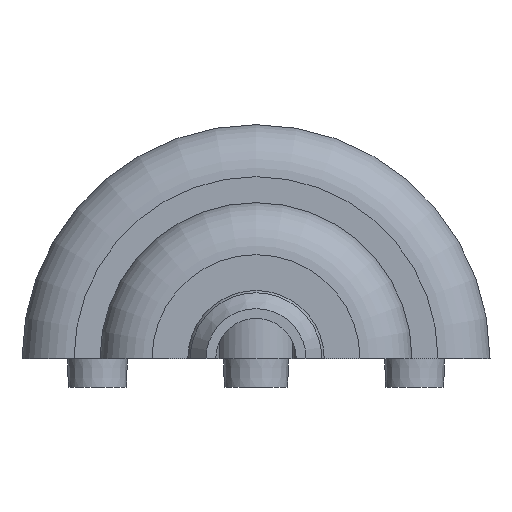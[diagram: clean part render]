
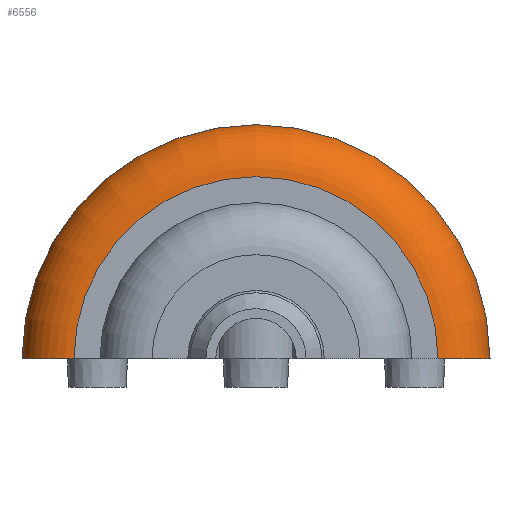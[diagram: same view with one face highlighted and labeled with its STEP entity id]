
A CAD part, front view. The second image highlights one B-rep face of the part: STEP entity #6556.
In plain terms, the highlighted toroidal (fillet/blend) face has major radius 17.78 mm and minor radius 5.08 mm.
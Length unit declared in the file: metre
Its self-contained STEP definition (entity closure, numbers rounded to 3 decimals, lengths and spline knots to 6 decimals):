
#1293=TOROIDAL_SURFACE('',#7136,0.01778,0.00508);
#2128=ORIENTED_EDGE('',*,*,#3655,.T.);
#2129=ORIENTED_EDGE('',*,*,#4035,.T.);
#2130=ORIENTED_EDGE('',*,*,#3621,.T.);
#2131=ORIENTED_EDGE('',*,*,#4045,.T.);
#3621=EDGE_CURVE('',#4629,#4628,#5192,.F.);
#3655=EDGE_CURVE('',#4663,#4662,#5200,.T.);
#4035=EDGE_CURVE('',#4662,#4629,#5295,.F.);
#4045=EDGE_CURVE('',#4628,#4663,#5305,.T.);
#4628=VERTEX_POINT('',#9894);
#4629=VERTEX_POINT('',#9896);
#4662=VERTEX_POINT('',#9963);
#4663=VERTEX_POINT('',#9965);
#5192=CIRCLE('',#6953,0.00508);
#5200=CIRCLE('',#6963,0.00508);
#5295=CIRCLE('',#7101,0.02286);
#5305=CIRCLE('',#7118,0.01778);
#5613=EDGE_LOOP('',(#2128,#2129,#2130,#2131));
#6063=FACE_BOUND('',#5613,.T.);
#6556=ADVANCED_FACE('',(#6063),#1293,.T.);
#6953=AXIS2_PLACEMENT_3D('',#9895,#7748,#7749);
#6963=AXIS2_PLACEMENT_3D('',#9964,#7793,#7794);
#7101=AXIS2_PLACEMENT_3D('',#11055,#8278,#8279);
#7118=AXIS2_PLACEMENT_3D('',#11072,#8312,#8313);
#7136=AXIS2_PLACEMENT_3D('',#11090,#8348,#8349);
#7748=DIRECTION('',(0.,0.,-1.));
#7749=DIRECTION('',(-1.,0.,0.));
#7793=DIRECTION('',(0.,0.,1.));
#7794=DIRECTION('',(1.,0.,0.));
#8278=DIRECTION('',(0.,1.,0.));
#8279=DIRECTION('',(0.,0.,1.));
#8312=DIRECTION('',(0.,1.,0.));
#8313=DIRECTION('',(0.,0.,1.));
#8348=DIRECTION('',(0.,-1.,0.));
#8349=DIRECTION('',(0.,0.,1.));
#9894=CARTESIAN_POINT('',(-0.01778,0.,0.0762));
#9895=CARTESIAN_POINT('',(-0.01778,0.00508,0.0762));
#9896=CARTESIAN_POINT('',(-0.02286,0.00508,0.0762));
#9963=CARTESIAN_POINT('',(0.02286,0.00508,0.0762));
#9964=CARTESIAN_POINT('',(0.01778,0.00508,0.0762));
#9965=CARTESIAN_POINT('',(0.01778,0.,0.0762));
#11055=CARTESIAN_POINT('',(0.,0.00508,0.0762));
#11072=CARTESIAN_POINT('',(0.,0.,0.0762));
#11090=CARTESIAN_POINT('',(0.,0.00508,0.0762));
